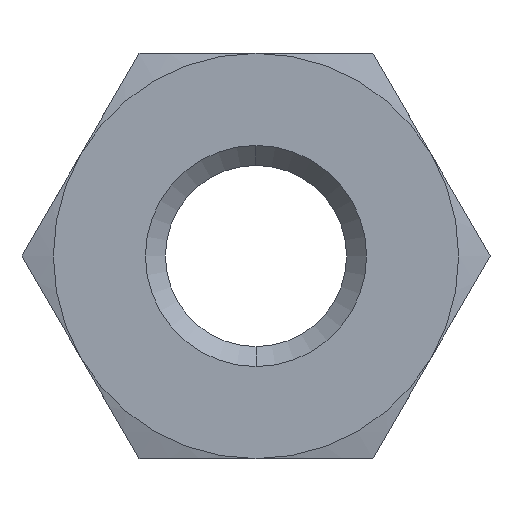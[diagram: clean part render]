
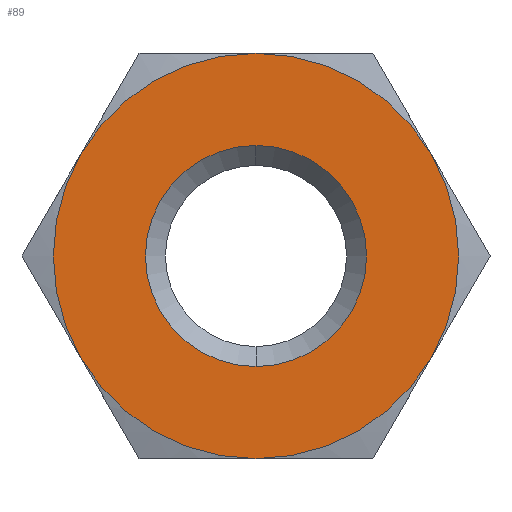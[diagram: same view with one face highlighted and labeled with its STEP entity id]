
A CAD part, left-side view. The second image highlights one B-rep face of the part: STEP entity #89.
In plain terms, the highlighted planar face has unit normal (-1, 0, 0).
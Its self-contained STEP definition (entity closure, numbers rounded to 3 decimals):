
#89=ADVANCED_FACE('',(#131,#132),#133,.F.);
#131=FACE_OUTER_BOUND('',#185,.T.);
#132=FACE_BOUND('',#186,.T.);
#133=PLANE('',#187);
#185=EDGE_LOOP('',(#314,#315,#316,#317,#318,#319));
#186=EDGE_LOOP('',(#320,#321));
#187=AXIS2_PLACEMENT_3D('',#322,#323,#324);
#314=ORIENTED_EDGE('',*,*,#441,.F.);
#315=ORIENTED_EDGE('',*,*,#442,.F.);
#316=ORIENTED_EDGE('',*,*,#443,.F.);
#317=ORIENTED_EDGE('',*,*,#439,.F.);
#318=ORIENTED_EDGE('',*,*,#437,.F.);
#319=ORIENTED_EDGE('',*,*,#438,.F.);
#320=ORIENTED_EDGE('',*,*,#401,.T.);
#321=ORIENTED_EDGE('',*,*,#429,.T.);
#322=CARTESIAN_POINT('',(0.0,0.0,0.0));
#323=DIRECTION('',(1.0,-0.0,0.0));
#324=DIRECTION('',(0.0,1.0,-0.0));
#401=EDGE_CURVE('',#459,#456,#460,.T.);
#429=EDGE_CURVE('',#456,#459,#507,.T.);
#437=EDGE_CURVE('',#485,#503,#518,.T.);
#438=EDGE_CURVE('',#494,#485,#519,.T.);
#439=EDGE_CURVE('',#503,#520,#521,.T.);
#441=EDGE_CURVE('',#523,#494,#524,.T.);
#442=EDGE_CURVE('',#525,#523,#526,.T.);
#443=EDGE_CURVE('',#520,#525,#527,.T.);
#456=VERTEX_POINT('',#544);
#459=VERTEX_POINT('',#548);
#460=CIRCLE('',#549,1.5);
#485=VERTEX_POINT('',#587);
#494=VERTEX_POINT('',#609);
#503=VERTEX_POINT('',#631);
#507=CIRCLE('',#641,1.5);
#518=CIRCLE('',#655,2.75);
#519=CIRCLE('',#656,2.75);
#520=VERTEX_POINT('',#657);
#521=CIRCLE('',#658,2.75);
#523=VERTEX_POINT('',#663);
#524=CIRCLE('',#664,2.75);
#525=VERTEX_POINT('',#665);
#526=CIRCLE('',#666,2.75);
#527=CIRCLE('',#667,2.75);
#544=CARTESIAN_POINT('',(0.0,0.,1.5));
#548=CARTESIAN_POINT('',(0.0,0.0,-1.5));
#549=AXIS2_PLACEMENT_3D('',#717,#718,#719);
#587=CARTESIAN_POINT('',(0.0,0.0,2.75));
#609=CARTESIAN_POINT('',(0.0,2.382,1.375));
#631=CARTESIAN_POINT('',(0.0,-2.382,1.375));
#641=AXIS2_PLACEMENT_3D('',#747,#748,#749);
#655=AXIS2_PLACEMENT_3D('',#768,#769,#770);
#656=AXIS2_PLACEMENT_3D('',#771,#772,#773);
#657=CARTESIAN_POINT('',(0.0,-2.382,-1.375));
#658=AXIS2_PLACEMENT_3D('',#774,#775,#776);
#663=CARTESIAN_POINT('',(0.0,2.382,-1.375));
#664=AXIS2_PLACEMENT_3D('',#777,#778,#779);
#665=CARTESIAN_POINT('',(0.0,0.0,-2.75));
#666=AXIS2_PLACEMENT_3D('',#780,#781,#782);
#667=AXIS2_PLACEMENT_3D('',#783,#784,#785);
#717=CARTESIAN_POINT('',(0.0,0.0,0.0));
#718=DIRECTION('',(1.0,0.0,-0.0));
#719=DIRECTION('',(-0.0,0.0,-1.0));
#747=CARTESIAN_POINT('',(0.0,0.0,0.0));
#748=DIRECTION('',(1.0,0.0,-0.0));
#749=DIRECTION('',(-0.0,0.0,-1.0));
#768=CARTESIAN_POINT('',(0.0,0.0,0.0));
#769=DIRECTION('',(1.0,0.0,-0.0));
#770=DIRECTION('',(-0.0,0.0,-1.0));
#771=CARTESIAN_POINT('',(0.0,0.0,0.0));
#772=DIRECTION('',(1.0,0.0,-0.0));
#773=DIRECTION('',(-0.0,0.0,-1.0));
#774=CARTESIAN_POINT('',(0.0,0.0,0.0));
#775=DIRECTION('',(1.0,0.0,-0.0));
#776=DIRECTION('',(-0.0,0.0,-1.0));
#777=CARTESIAN_POINT('',(0.0,0.0,0.0));
#778=DIRECTION('',(1.0,0.0,-0.0));
#779=DIRECTION('',(-0.0,0.0,-1.0));
#780=CARTESIAN_POINT('',(0.0,0.0,0.0));
#781=DIRECTION('',(1.0,0.0,-0.0));
#782=DIRECTION('',(-0.0,0.0,-1.0));
#783=CARTESIAN_POINT('',(0.0,0.0,0.0));
#784=DIRECTION('',(1.0,0.0,-0.0));
#785=DIRECTION('',(-0.0,0.0,-1.0));
